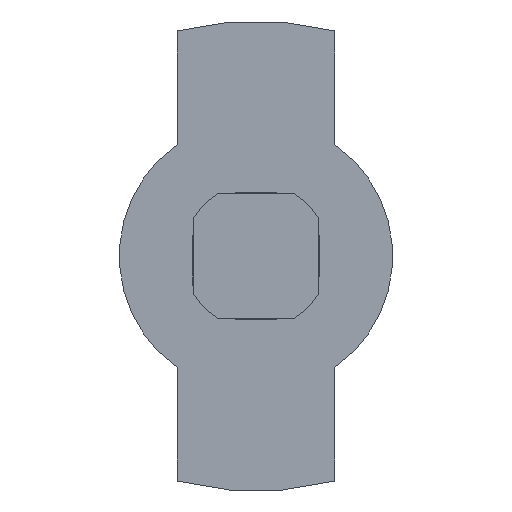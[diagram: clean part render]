
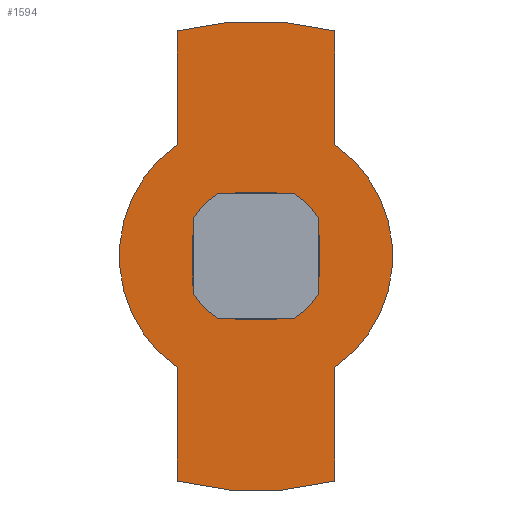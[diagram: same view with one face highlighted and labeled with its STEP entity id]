
A CAD part, front view. The second image highlights one B-rep face of the part: STEP entity #1594.
In plain terms, the highlighted face is planar.
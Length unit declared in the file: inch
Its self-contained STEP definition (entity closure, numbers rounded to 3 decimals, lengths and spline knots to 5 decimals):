
#913=CARTESIAN_POINT('',(0.,-0.255,0.));
#914=DIRECTION('',(0.,0.,1.));
#915=DIRECTION('',(0.25,0.968,0.));
#916=AXIS2_PLACEMENT_3D('',#913,#914,#915);
#921=DIRECTION('',(0.,-1.,0.));
#922=VECTOR('',#921,0.35971);
#923=CARTESIAN_POINT('',(-0.25,0.71325,0.));
#924=LINE('',#923,#922);
#928=CARTESIAN_POINT('',(0.,0.,0.));
#929=DIRECTION('',(0.,0.,1.));
#930=DIRECTION('',(-0.577,0.816,0.));
#931=AXIS2_PLACEMENT_3D('',#928,#929,#930);
#936=DIRECTION('',(0.,-1.,0.));
#937=VECTOR('',#936,0.35971);
#938=CARTESIAN_POINT('',(-0.25,-0.35354,0.));
#939=LINE('',#938,#937);
#943=CARTESIAN_POINT('',(0.,0.255,0.));
#944=DIRECTION('',(0.,0.,1.));
#945=DIRECTION('',(-0.25,-0.968,0.));
#946=AXIS2_PLACEMENT_3D('',#943,#944,#945);
#951=DIRECTION('',(0.,1.,0.));
#952=VECTOR('',#951,0.35971);
#953=CARTESIAN_POINT('',(0.25,-0.71325,0.));
#954=LINE('',#953,#952);
#958=CARTESIAN_POINT('',(0.,0.,0.));
#959=DIRECTION('',(0.,0.,1.));
#960=DIRECTION('',(0.577,-0.816,0.));
#961=AXIS2_PLACEMENT_3D('',#958,#959,#960);
#966=DIRECTION('',(0.,1.,0.));
#967=VECTOR('',#966,0.35971);
#968=CARTESIAN_POINT('',(0.25,0.35354,0.));
#969=LINE('',#968,#967);
#973=DIRECTION('',(-0.707,-0.707,0.));
#974=VECTOR('',#973,0.04506);
#975=CARTESIAN_POINT('',(-0.15057,0.16339,0.));
#976=LINE('',#975,#974);
#980=DIRECTION('',(-1.,0.,0.));
#981=VECTOR('',#980,0.12436);
#982=CARTESIAN_POINT('',(0.06218,0.2,0.));
#983=LINE('',#982,#981);
#987=DIRECTION('',(-0.707,0.707,0.));
#988=VECTOR('',#987,0.01813);
#989=CARTESIAN_POINT('',(0.16339,0.15057,0.));
#990=LINE('',#989,#988);
#994=DIRECTION('',(0.,1.,0.));
#995=VECTOR('',#994,0.12436);
#996=CARTESIAN_POINT('',(0.2,-0.06218,0.));
#997=LINE('',#996,#995);
#1001=DIRECTION('',(0.707,0.707,0.));
#1002=VECTOR('',#1001,0.01813);
#1003=CARTESIAN_POINT('',(0.15057,-0.16339,0.));
#1004=LINE('',#1003,#1002);
#1008=DIRECTION('',(1.,0.,0.));
#1009=VECTOR('',#1008,0.12436);
#1010=CARTESIAN_POINT('',(-0.06218,-0.2,0.));
#1011=LINE('',#1010,#1009);
#1015=DIRECTION('',(0.707,-0.707,0.));
#1016=VECTOR('',#1015,0.01813);
#1017=CARTESIAN_POINT('',(-0.16339,-0.15057,0.));
#1018=LINE('',#1017,#1016);
#1022=DIRECTION('',(0.,-1.,0.));
#1023=VECTOR('',#1022,0.15128);
#1024=CARTESIAN_POINT('',(-0.2,0.0891,0.));
#1025=LINE('',#1024,#1023);
#1223=CARTESIAN_POINT('',(0.06218,0.075,0.));
#1224=DIRECTION('',(0.,0.,1.));
#1225=DIRECTION('',(0.707,0.707,0.));
#1226=AXIS2_PLACEMENT_3D('',#1223,#1224,#1225);
#1253=CARTESIAN_POINT('',(0.075,0.06218,0.));
#1254=DIRECTION('',(0.,0.,1.));
#1255=DIRECTION('',(1.,0.,0.));
#1256=AXIS2_PLACEMENT_3D('',#1253,#1254,#1255);
#1283=CARTESIAN_POINT('',(0.075,-0.06218,0.));
#1284=DIRECTION('',(0.,0.,1.));
#1285=DIRECTION('',(0.707,-0.707,0.));
#1286=AXIS2_PLACEMENT_3D('',#1283,#1284,#1285);
#1313=CARTESIAN_POINT('',(0.06218,-0.075,0.));
#1314=DIRECTION('',(0.,0.,1.));
#1315=DIRECTION('',(0.,-1.,0.));
#1316=AXIS2_PLACEMENT_3D('',#1313,#1314,#1315);
#1343=CARTESIAN_POINT('',(-0.06218,-0.075,0.));
#1344=DIRECTION('',(0.,0.,1.));
#1345=DIRECTION('',(-0.707,-0.707,0.));
#1346=AXIS2_PLACEMENT_3D('',#1343,#1344,#1345);
#1373=CARTESIAN_POINT('',(-0.075,-0.06218,0.));
#1374=DIRECTION('',(0.,0.,1.));
#1375=DIRECTION('',(-1.,0.,0.));
#1376=AXIS2_PLACEMENT_3D('',#1373,#1374,#1375);
#1403=CARTESIAN_POINT('',(-0.14,0.0891,0.));
#1404=DIRECTION('',(0.,0.,1.));
#1405=DIRECTION('',(-0.707,0.707,0.));
#1406=AXIS2_PLACEMENT_3D('',#1403,#1404,#1405);
#1433=CARTESIAN_POINT('',(-0.06218,0.075,0.));
#1434=DIRECTION('',(0.,0.,1.));
#1435=DIRECTION('',(0.,1.,0.));
#1436=AXIS2_PLACEMENT_3D('',#1433,#1434,#1435);
#1441=CARTESIAN_POINT('',(0.25,0.71325,0.));
#1442=CARTESIAN_POINT('',(-0.25,0.71325,0.));
#1443=VERTEX_POINT('',#1441);
#1444=VERTEX_POINT('',#1442);
#1445=CARTESIAN_POINT('',(-0.25,0.35354,0.));
#1446=VERTEX_POINT('',#1445);
#1447=CARTESIAN_POINT('',(-0.25,-0.35354,0.));
#1448=VERTEX_POINT('',#1447);
#1449=CARTESIAN_POINT('',(-0.25,-0.71325,0.));
#1450=VERTEX_POINT('',#1449);
#1451=CARTESIAN_POINT('',(0.25,-0.71325,0.));
#1452=VERTEX_POINT('',#1451);
#1453=CARTESIAN_POINT('',(0.25,-0.35354,0.));
#1454=VERTEX_POINT('',#1453);
#1455=CARTESIAN_POINT('',(0.25,0.35354,0.));
#1456=VERTEX_POINT('',#1455);
#1474=CARTESIAN_POINT('',(0.06218,0.2,0.));
#1476=VERTEX_POINT('',#1474);
#1478=CARTESIAN_POINT('',(0.15057,0.16339,0.));
#1480=VERTEX_POINT('',#1478);
#1482=CARTESIAN_POINT('',(-0.15057,0.16339,0.));
#1484=VERTEX_POINT('',#1482);
#1486=CARTESIAN_POINT('',(-0.06218,0.2,0.));
#1488=VERTEX_POINT('',#1486);
#1490=CARTESIAN_POINT('',(0.16339,0.15057,0.));
#1492=VERTEX_POINT('',#1490);
#1494=CARTESIAN_POINT('',(0.2,0.06218,0.));
#1496=VERTEX_POINT('',#1494);
#1498=CARTESIAN_POINT('',(0.2,-0.06218,0.));
#1500=VERTEX_POINT('',#1498);
#1502=CARTESIAN_POINT('',(0.16339,-0.15057,0.));
#1504=VERTEX_POINT('',#1502);
#1506=CARTESIAN_POINT('',(-0.2,0.0891,0.));
#1508=VERTEX_POINT('',#1506);
#1510=CARTESIAN_POINT('',(-0.18243,0.13153,0.));
#1512=VERTEX_POINT('',#1510);
#1514=CARTESIAN_POINT('',(-0.16339,-0.15057,0.));
#1516=VERTEX_POINT('',#1514);
#1518=CARTESIAN_POINT('',(-0.2,-0.06218,0.));
#1520=VERTEX_POINT('',#1518);
#1522=CARTESIAN_POINT('',(-0.06218,-0.2,0.));
#1524=VERTEX_POINT('',#1522);
#1526=CARTESIAN_POINT('',(-0.15057,-0.16339,0.));
#1528=VERTEX_POINT('',#1526);
#1530=CARTESIAN_POINT('',(0.15057,-0.16339,0.));
#1532=VERTEX_POINT('',#1530);
#1534=CARTESIAN_POINT('',(0.06218,-0.2,0.));
#1536=VERTEX_POINT('',#1534);
#1537=CARTESIAN_POINT('',(0.,0.,0.));
#1538=DIRECTION('',(0.,0.,1.));
#1539=DIRECTION('',(1.,0.,0.));
#1540=AXIS2_PLACEMENT_3D('',#1537,#1538,#1539);
#1541=PLANE('',#1540);
#1543=ORIENTED_EDGE('',*,*,#1542,.T.);
#1545=ORIENTED_EDGE('',*,*,#1544,.T.);
#1547=ORIENTED_EDGE('',*,*,#1546,.T.);
#1549=ORIENTED_EDGE('',*,*,#1548,.T.);
#1551=ORIENTED_EDGE('',*,*,#1550,.T.);
#1553=ORIENTED_EDGE('',*,*,#1552,.T.);
#1555=ORIENTED_EDGE('',*,*,#1554,.T.);
#1557=ORIENTED_EDGE('',*,*,#1556,.T.);
#1558=EDGE_LOOP('',(#1543,#1545,#1547,#1549,#1551,#1553,#1555,#1557));
#1559=FACE_OUTER_BOUND('',#1558,.F.);
#1561=ORIENTED_EDGE('',*,*,#1560,.F.);
#1563=ORIENTED_EDGE('',*,*,#1562,.F.);
#1565=ORIENTED_EDGE('',*,*,#1564,.F.);
#1567=ORIENTED_EDGE('',*,*,#1566,.F.);
#1569=ORIENTED_EDGE('',*,*,#1568,.F.);
#1571=ORIENTED_EDGE('',*,*,#1570,.F.);
#1573=ORIENTED_EDGE('',*,*,#1572,.F.);
#1575=ORIENTED_EDGE('',*,*,#1574,.F.);
#1577=ORIENTED_EDGE('',*,*,#1576,.F.);
#1579=ORIENTED_EDGE('',*,*,#1578,.F.);
#1581=ORIENTED_EDGE('',*,*,#1580,.F.);
#1583=ORIENTED_EDGE('',*,*,#1582,.F.);
#1585=ORIENTED_EDGE('',*,*,#1584,.F.);
#1587=ORIENTED_EDGE('',*,*,#1586,.F.);
#1589=ORIENTED_EDGE('',*,*,#1588,.F.);
#1591=ORIENTED_EDGE('',*,*,#1590,.F.);
#1592=EDGE_LOOP('',(#1561,#1563,#1565,#1567,#1569,#1571,#1573,#1575,#1577,#1579,
#1581,#1583,#1585,#1587,#1589,#1591));
#1593=FACE_BOUND('',#1592,.F.);
#1594=ADVANCED_FACE('',(#1559,#1593),#1541,.F.);
#917=CIRCLE('',#916,1.);
#932=CIRCLE('',#931,0.433);
#947=CIRCLE('',#946,1.);
#962=CIRCLE('',#961,0.433);
#1227=CIRCLE('',#1226,0.125);
#1257=CIRCLE('',#1256,0.125);
#1287=CIRCLE('',#1286,0.125);
#1317=CIRCLE('',#1316,0.125);
#1347=CIRCLE('',#1346,0.125);
#1377=CIRCLE('',#1376,0.125);
#1407=CIRCLE('',#1406,0.06);
#1437=CIRCLE('',#1436,0.125);
#1542=EDGE_CURVE('',#1443,#1444,#917,.T.);
#1544=EDGE_CURVE('',#1444,#1446,#924,.T.);
#1546=EDGE_CURVE('',#1446,#1448,#932,.T.);
#1548=EDGE_CURVE('',#1448,#1450,#939,.T.);
#1550=EDGE_CURVE('',#1450,#1452,#947,.T.);
#1552=EDGE_CURVE('',#1452,#1454,#954,.T.);
#1554=EDGE_CURVE('',#1454,#1456,#962,.T.);
#1556=EDGE_CURVE('',#1456,#1443,#969,.T.);
#1560=EDGE_CURVE('',#1484,#1512,#976,.T.);
#1562=EDGE_CURVE('',#1488,#1484,#1437,.T.);
#1564=EDGE_CURVE('',#1476,#1488,#983,.T.);
#1566=EDGE_CURVE('',#1480,#1476,#1227,.T.);
#1568=EDGE_CURVE('',#1492,#1480,#990,.T.);
#1570=EDGE_CURVE('',#1496,#1492,#1257,.T.);
#1572=EDGE_CURVE('',#1500,#1496,#997,.T.);
#1574=EDGE_CURVE('',#1504,#1500,#1287,.T.);
#1576=EDGE_CURVE('',#1532,#1504,#1004,.T.);
#1578=EDGE_CURVE('',#1536,#1532,#1317,.T.);
#1580=EDGE_CURVE('',#1524,#1536,#1011,.T.);
#1582=EDGE_CURVE('',#1528,#1524,#1347,.T.);
#1584=EDGE_CURVE('',#1516,#1528,#1018,.T.);
#1586=EDGE_CURVE('',#1520,#1516,#1377,.T.);
#1588=EDGE_CURVE('',#1508,#1520,#1025,.T.);
#1590=EDGE_CURVE('',#1512,#1508,#1407,.T.);
